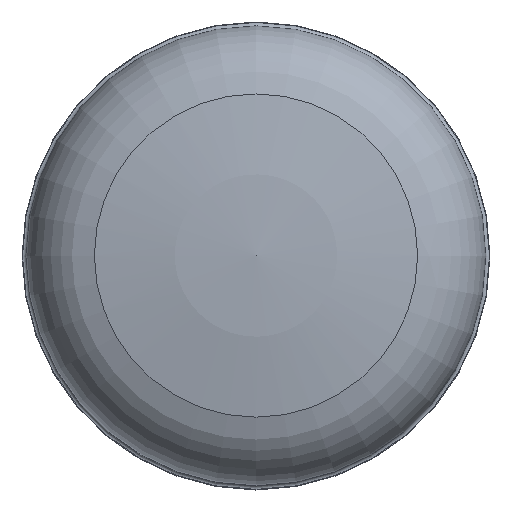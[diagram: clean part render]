
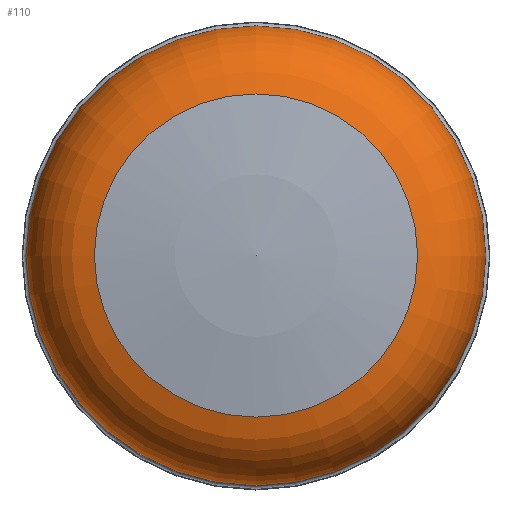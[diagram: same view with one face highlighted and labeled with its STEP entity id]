
A CAD part, top view. The second image highlights one B-rep face of the part: STEP entity #110.
In plain terms, the highlighted toroidal (fillet/blend) face has major radius 16 mm and minor radius 9 mm.
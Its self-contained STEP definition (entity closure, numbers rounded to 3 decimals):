
#18=TOROIDAL_SURFACE($,#132,16.,9.);
#24=FACE_BOUND($,#52,.T.);
#36=FACE_OUTER_BOUND($,#51,.T.);
#51=EDGE_LOOP($,(#96));
#52=EDGE_LOOP($,(#97));
#58=CIRCLE($,#118,17.582);
#66=CIRCLE($,#131,25.);
#67=VERTEX_POINT($,#178);
#75=VERTEX_POINT($,#199);
#76=EDGE_CURVE($,#67,#67,#58,.T.);
#84=EDGE_CURVE($,#75,#75,#66,.T.);
#96=ORIENTED_EDGE($,*,*,#84,.T.);
#97=ORIENTED_EDGE($,*,*,#76,.F.);
#110=ADVANCED_FACE($,(#36,#24),#18,.T.);
#118=AXIS2_PLACEMENT_3D($,#179,#140,#141);
#131=AXIS2_PLACEMENT_3D($,#200,#166,#167);
#132=AXIS2_PLACEMENT_3D($,#201,#168,#169);
#140=DIRECTION('center_axis',(0.,0.,1.));
#141=DIRECTION('ref_axis',(-1.,0.,0.));
#166=DIRECTION('center_axis',(0.,0.,1.));
#167=DIRECTION('ref_axis',(-1.,0.,0.));
#168=DIRECTION('center_axis',(0.,0.,1.));
#169=DIRECTION('ref_axis',(1.,0.,0.));
#178=CARTESIAN_POINT('',(-17.582,0.,34.442));
#179=CARTESIAN_POINT('Origin',(0.,0.,34.442));
#199=CARTESIAN_POINT('',(0.,25.,25.582));
#200=CARTESIAN_POINT('Origin',(0.,0.,25.582));
#201=CARTESIAN_POINT('Origin',(0.,0.,25.582));
